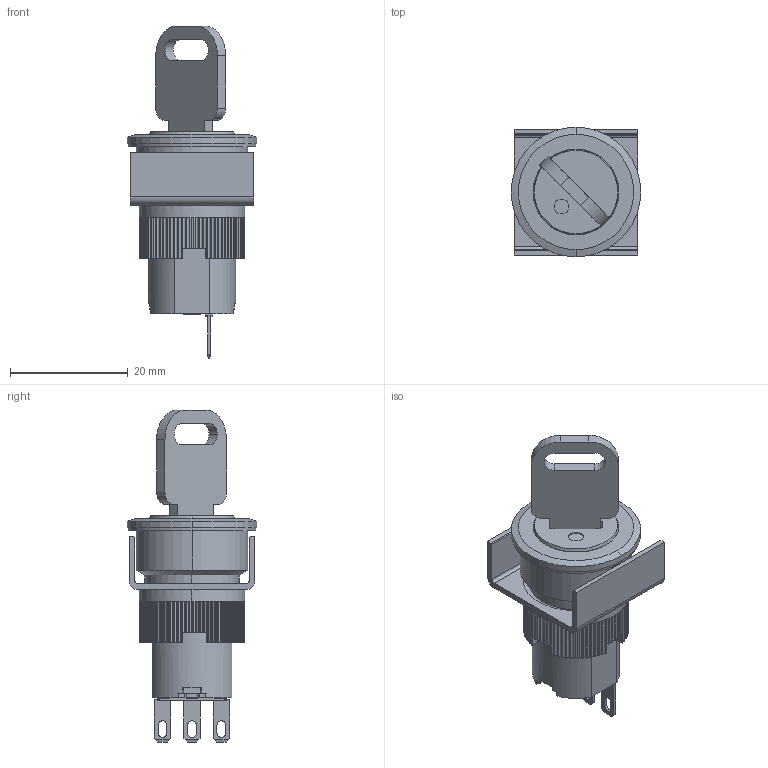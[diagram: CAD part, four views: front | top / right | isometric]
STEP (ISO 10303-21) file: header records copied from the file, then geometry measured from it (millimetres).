
FILE_DESCRIPTION (( 'STEP AP203' ), '1' );
FILE_NAME ('AF16JR-2BC1A.step', '2022-08-18T15:38:42', ( '' ), ( '' ), 'SwSTEP 2.0', 'SolidWorks 2021', '' );
FILE_SCHEMA (( 'CONFIG_CONTROL_DESIGN' ));
Length unit declared in the file: inch
Products named in the file (1): AF16JR-2BC1A
Bounding box: 22 x 22 x 56.4 mm (x, y, z)
Volume: 8086.4 mm3; surface area: 7101.3 mm2
Topology: 10 solids, 10 shells, 639 faces, 1810 edges, 1206 vertices
Faces by surface type: plane 456, cylinder 177, cone 6
Entity records: 20909 total; most frequent: CARTESIAN_POINT 3662, DIRECTION 3634, ORIENTED_EDGE 3620, EDGE_CURVE 1810, LINE 1262, VECTOR 1262, VERTEX_POINT 1206, AXIS2_PLACEMENT_3D 1186
